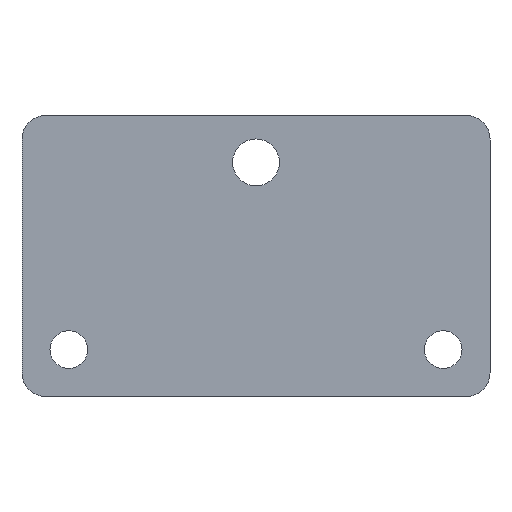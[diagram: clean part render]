
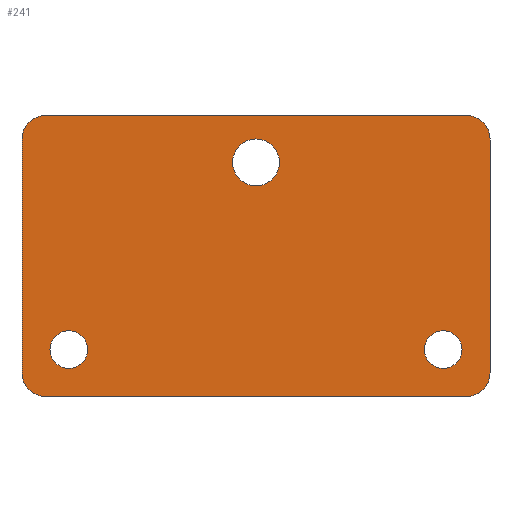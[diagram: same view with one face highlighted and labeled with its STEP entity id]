
A CAD part, front view. The second image highlights one B-rep face of the part: STEP entity #241.
In plain terms, the highlighted planar face has unit normal (0, -1, 0).
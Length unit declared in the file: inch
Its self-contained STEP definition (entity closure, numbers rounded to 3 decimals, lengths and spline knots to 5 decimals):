
#15=FACE_BOUND('',#43,.T.);
#16=FACE_BOUND('',#44,.T.);
#17=FACE_BOUND('',#45,.T.);
#22=PLANE('',#278);
#29=FACE_OUTER_BOUND('',#42,.T.);
#42=EDGE_LOOP('',(#174,#175,#176,#177,#178,#179,#180,#181));
#43=EDGE_LOOP('',(#182));
#44=EDGE_LOOP('',(#183));
#45=EDGE_LOOP('',(#184));
#61=LINE('',#388,#80);
#64=LINE('',#394,#83);
#65=LINE('',#398,#84);
#66=LINE('',#402,#85);
#80=VECTOR('',#313,0.3937);
#83=VECTOR('',#318,0.3937);
#84=VECTOR('',#321,0.3937);
#85=VECTOR('',#324,0.3937);
#98=CIRCLE('',#276,0.125);
#99=CIRCLE('',#279,0.125);
#100=CIRCLE('',#280,0.125);
#101=CIRCLE('',#281,0.125);
#102=CIRCLE('',#282,0.125);
#103=CIRCLE('',#283,0.1005);
#104=CIRCLE('',#284,0.1005);
#113=VERTEX_POINT('',#381);
#114=VERTEX_POINT('',#383);
#115=VERTEX_POINT('',#387);
#117=VERTEX_POINT('',#393);
#118=VERTEX_POINT('',#395);
#119=VERTEX_POINT('',#397);
#120=VERTEX_POINT('',#399);
#121=VERTEX_POINT('',#401);
#122=VERTEX_POINT('',#404);
#123=VERTEX_POINT('',#406);
#124=VERTEX_POINT('',#408);
#135=EDGE_CURVE('',#113,#114,#98,.T.);
#137=EDGE_CURVE('',#114,#115,#61,.T.);
#140=EDGE_CURVE('',#117,#113,#64,.T.);
#141=EDGE_CURVE('',#118,#117,#99,.T.);
#142=EDGE_CURVE('',#119,#118,#65,.T.);
#143=EDGE_CURVE('',#120,#119,#100,.T.);
#144=EDGE_CURVE('',#121,#120,#66,.T.);
#145=EDGE_CURVE('',#115,#121,#101,.T.);
#146=EDGE_CURVE('',#122,#122,#102,.T.);
#147=EDGE_CURVE('',#123,#123,#103,.T.);
#148=EDGE_CURVE('',#124,#124,#104,.T.);
#174=ORIENTED_EDGE('',*,*,#135,.F.);
#175=ORIENTED_EDGE('',*,*,#140,.F.);
#176=ORIENTED_EDGE('',*,*,#141,.F.);
#177=ORIENTED_EDGE('',*,*,#142,.F.);
#178=ORIENTED_EDGE('',*,*,#143,.F.);
#179=ORIENTED_EDGE('',*,*,#144,.F.);
#180=ORIENTED_EDGE('',*,*,#145,.F.);
#181=ORIENTED_EDGE('',*,*,#137,.F.);
#182=ORIENTED_EDGE('',*,*,#146,.T.);
#183=ORIENTED_EDGE('',*,*,#147,.T.);
#184=ORIENTED_EDGE('',*,*,#148,.T.);
#241=ADVANCED_FACE('',(#29,#15,#16,#17),#22,.F.);
#276=AXIS2_PLACEMENT_3D('',#384,#308,#309);
#278=AXIS2_PLACEMENT_3D('',#392,#316,#317);
#279=AXIS2_PLACEMENT_3D('',#396,#319,#320);
#280=AXIS2_PLACEMENT_3D('',#400,#322,#323);
#281=AXIS2_PLACEMENT_3D('',#403,#325,#326);
#282=AXIS2_PLACEMENT_3D('',#405,#327,#328);
#283=AXIS2_PLACEMENT_3D('',#407,#329,#330);
#284=AXIS2_PLACEMENT_3D('',#409,#331,#332);
#308=DIRECTION('center_axis',(0.,1.,0.));
#309=DIRECTION('ref_axis',(-0.707,0.,0.707));
#313=DIRECTION('',(1.,0.,0.));
#316=DIRECTION('center_axis',(0.,1.,0.));
#317=DIRECTION('ref_axis',(0.,0.,1.));
#318=DIRECTION('',(0.,0.,1.));
#319=DIRECTION('center_axis',(0.,1.,0.));
#320=DIRECTION('ref_axis',(-0.707,0.,-0.707));
#321=DIRECTION('',(-1.,0.,0.));
#322=DIRECTION('center_axis',(0.,1.,0.));
#323=DIRECTION('ref_axis',(0.707,0.,-0.707));
#324=DIRECTION('',(0.,0.,-1.));
#325=DIRECTION('center_axis',(0.,1.,0.));
#326=DIRECTION('ref_axis',(0.707,0.,0.707));
#327=DIRECTION('center_axis',(0.,1.,0.));
#328=DIRECTION('ref_axis',(1.,0.,0.));
#329=DIRECTION('center_axis',(0.,1.,0.));
#330=DIRECTION('ref_axis',(1.,0.,0.));
#331=DIRECTION('center_axis',(0.,1.,0.));
#332=DIRECTION('ref_axis',(1.,0.,0.));
#381=CARTESIAN_POINT('',(-1.25,0.,0.625));
#383=CARTESIAN_POINT('',(-1.125,0.,0.75));
#384=CARTESIAN_POINT('Origin',(-1.125,0.,0.625));
#387=CARTESIAN_POINT('',(1.125,0.,0.75));
#388=CARTESIAN_POINT('',(-1.25,0.,0.75));
#392=CARTESIAN_POINT('Origin',(0.,0.,0.));
#393=CARTESIAN_POINT('',(-1.25,0.,-0.625));
#394=CARTESIAN_POINT('',(-1.25,0.,-0.75));
#395=CARTESIAN_POINT('',(-1.125,0.,-0.75));
#396=CARTESIAN_POINT('Origin',(-1.125,0.,-0.625));
#397=CARTESIAN_POINT('',(1.125,0.,-0.75));
#398=CARTESIAN_POINT('',(1.25,0.,-0.75));
#399=CARTESIAN_POINT('',(1.25,0.,-0.625));
#400=CARTESIAN_POINT('Origin',(1.125,0.,-0.625));
#401=CARTESIAN_POINT('',(1.25,0.,0.625));
#402=CARTESIAN_POINT('',(1.25,0.,0.75));
#403=CARTESIAN_POINT('Origin',(1.125,0.,0.625));
#404=CARTESIAN_POINT('',(-0.125,0.,0.5));
#405=CARTESIAN_POINT('Origin',(0.,0.,0.5));
#406=CARTESIAN_POINT('',(-1.1005,0.,-0.5));
#407=CARTESIAN_POINT('Origin',(-1.,0.,-0.5));
#408=CARTESIAN_POINT('',(0.8995,0.,-0.5));
#409=CARTESIAN_POINT('Origin',(1.,0.,-0.5));
